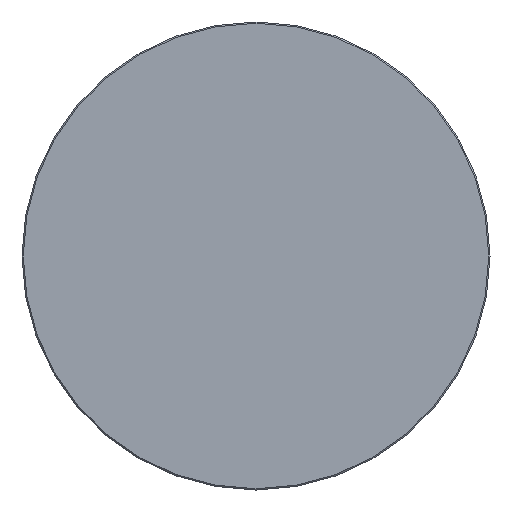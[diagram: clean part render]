
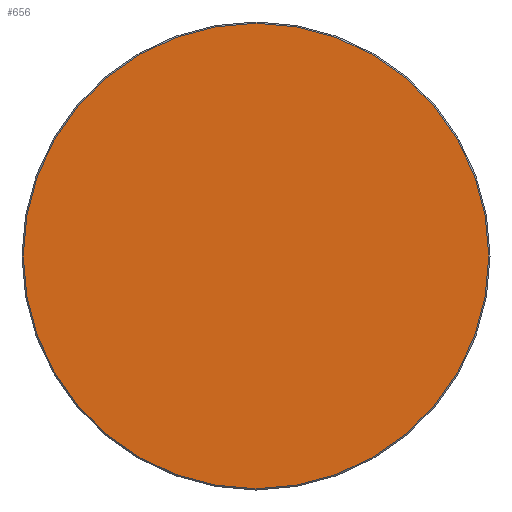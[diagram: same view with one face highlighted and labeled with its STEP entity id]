
A CAD part, left-side view. The second image highlights one B-rep face of the part: STEP entity #656.
In plain terms, the highlighted planar face has unit normal (-1, 0, 0).
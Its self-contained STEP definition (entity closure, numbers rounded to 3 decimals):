
#17 = EDGE_CURVE ( 'NONE', #150, #1019, #433, .T. ) ;
#126 = DIRECTION ( 'NONE',  ( -1., 0., 0. ) ) ;
#150 = VERTEX_POINT ( 'NONE', #445 ) ;
#171 = PLANE ( 'NONE',  #1160 ) ;
#269 = AXIS2_PLACEMENT_3D ( 'NONE', #707, #1163, #331 ) ;
#292 = FACE_OUTER_BOUND ( 'NONE', #754, .T. ) ;
#331 = DIRECTION ( 'NONE',  ( 0., 0., 1. ) ) ;
#414 = CARTESIAN_POINT ( 'NONE',  ( 0., 0., -54.7 ) ) ;
#418 = CIRCLE ( 'NONE', #997, 54.7 ) ;
#433 = CIRCLE ( 'NONE', #269, 54.7 ) ;
#445 = CARTESIAN_POINT ( 'NONE',  ( 0., 0., 54.7 ) ) ;
#486 = EDGE_CURVE ( 'NONE', #1019, #150, #418, .T. ) ;
#493 = ORIENTED_EDGE ( 'NONE', *, *, #17, .T. ) ;
#526 = CARTESIAN_POINT ( 'NONE',  ( 0., 0., 0. ) ) ;
#656 = ADVANCED_FACE ( 'NONE', ( #292 ), #171, .F. ) ;
#707 = CARTESIAN_POINT ( 'NONE',  ( 0., 0., 0. ) ) ;
#752 = CARTESIAN_POINT ( 'NONE',  ( 0., 0., 0. ) ) ;
#754 = EDGE_LOOP ( 'NONE', ( #935, #493 ) ) ;
#880 = DIRECTION ( 'NONE',  ( 0., 0., -1. ) ) ;
#935 = ORIENTED_EDGE ( 'NONE', *, *, #486, .T. ) ;
#982 = DIRECTION ( 'NONE',  ( 1., 0., 0. ) ) ;
#997 = AXIS2_PLACEMENT_3D ( 'NONE', #752, #126, #1128 ) ;
#1019 = VERTEX_POINT ( 'NONE', #414 ) ;
#1128 = DIRECTION ( 'NONE',  ( 0., 0., 1. ) ) ;
#1160 = AXIS2_PLACEMENT_3D ( 'NONE', #526, #982, #880 ) ;
#1163 = DIRECTION ( 'NONE',  ( -1., 0., 0. ) ) ;
